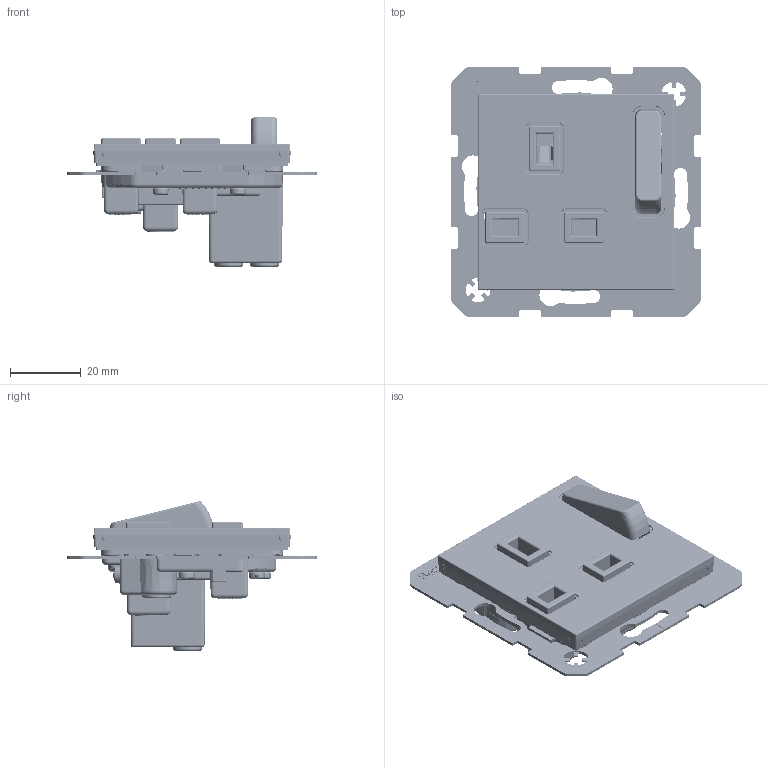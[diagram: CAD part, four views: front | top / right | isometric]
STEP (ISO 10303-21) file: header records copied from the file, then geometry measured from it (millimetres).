
FILE_DESCRIPTION((''),'2;1');
FILE_NAME('WAS6200_GEN_ASM','2025-08-28T09:06:43',('andolfs'),(''),'CREO PARAMETRIC BY PTC INC, 2025010','CREO PARAMETRIC BY PTC INC, 2025010','');
FILE_SCHEMA(('CONFIG_CONTROL_DESIGN','SHAPE_APPEARANCE_LAYERS_GROUPS'));
Products named in the file (6): W4G0207_18; W1A2360_GEN; 13A-SOCKET-OUTL_1000002470_PAE_; 9709971000; 5342021X_ASM; WAS6200_GEN_ASM
Assembly tree (5 placements, depth 3):
  WAS6200_GEN_ASM
    W4G0207_18
    W1A2360_GEN
    5342021X_ASM
      13A-SOCKET-OUTL_1000002470_PAE_
      9709971000
Bounding box: 70.85 x 70.85 x 42.42 mm (x, y, z)
Volume: 6495.8 mm3; surface area: 50499.8 mm2
Topology: 2 solids, 4229 shells, 5168 faces, 26173 edges, 25233 vertices
Faces by surface type: plane 2602, cylinder 1314, extrusion 688, bspline 291, torus 125, cone 119, revolution 17, sphere 12
Entity records: 431935 total; most frequent: CARTESIAN_POINT 132012, DIRECTION 31702, PRESENTATION_STYLE_ASSIGNMENT 29005, STYLED_ITEM 29005, ORIENTED_EDGE 28625, EDGE_CURVE 26137, VERTEX_POINT 25233, CURVE_STYLE 23895
